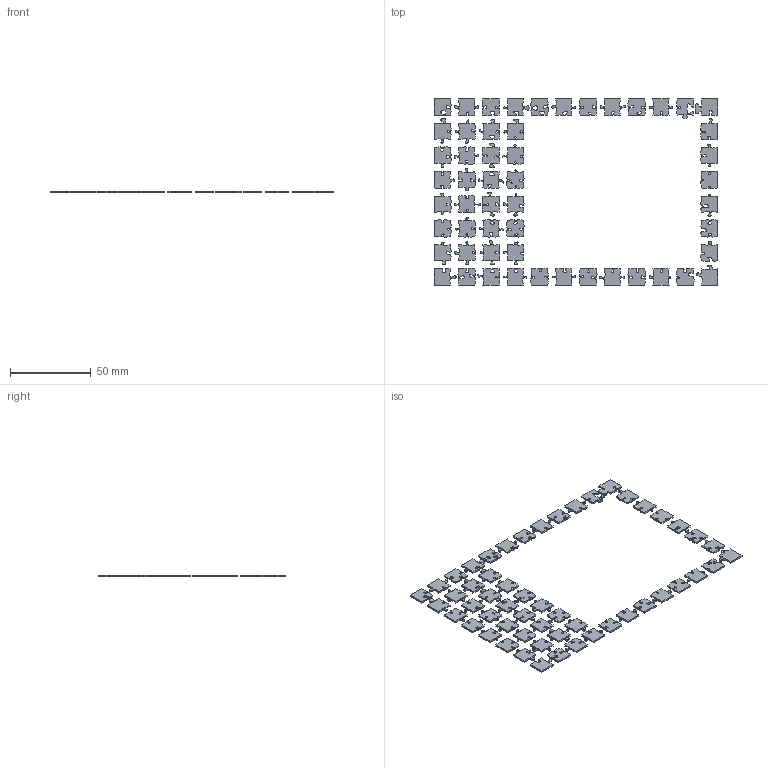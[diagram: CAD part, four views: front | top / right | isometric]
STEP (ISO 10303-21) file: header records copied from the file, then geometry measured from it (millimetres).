
FILE_DESCRIPTION(('HOOPS Exchange Step'),'2;1');
FILE_NAME('temp_export','2024-08-04T15:48:46+08:00',('sharma21'),('Shapr3D Limited'),'HOOPS Exchange 2024.2','Shapr3D','Authorized');
FILE_SCHEMA( ('AUTOMOTIVE_DESIGN { 1 0 10303 214 1 1 1 1 }') );
Length unit declared in the file: millimetre
Products named in the file (1): root
Bounding box: 175 x 115 x 1 mm (x, y, z)
Volume: 5421.6 mm3; surface area: 13873.9 mm2
Topology: 54 solids, 54 shells, 324 faces, 648 edges, 432 vertices
Faces by surface type: bspline 176, plane 148
Entity records: 10667 total; most frequent: CARTESIAN_POINT 5121, ORIENTED_EDGE 1296, EDGE_CURVE 648, DIRECTION 594, VERTEX_POINT 432, B_SPLINE_CURVE_WITH_KNOTS 352, EDGE_LOOP 324, FACE_BOUND 324
